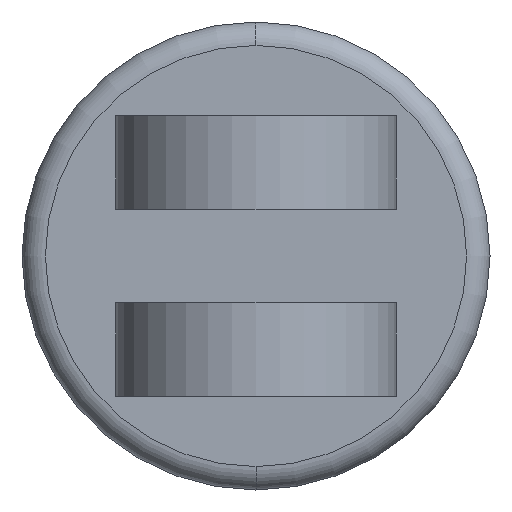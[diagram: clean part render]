
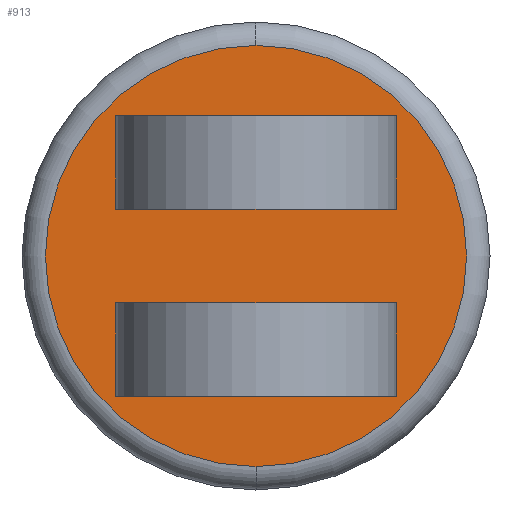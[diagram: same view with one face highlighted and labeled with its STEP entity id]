
A CAD part, left-side view. The second image highlights one B-rep face of the part: STEP entity #913.
In plain terms, the highlighted planar face has unit normal (-1, 0, 0).
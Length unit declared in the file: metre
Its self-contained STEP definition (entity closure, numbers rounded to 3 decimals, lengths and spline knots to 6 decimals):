
#2 = DIRECTION ( 'NONE',  ( 0., 0., -1. ) ) ;
#13 = LINE ( 'NONE', #412, #461 ) ;
#18 = DIRECTION ( 'NONE',  ( 0., 0., 1. ) ) ;
#27 = CARTESIAN_POINT ( 'NONE',  ( 0., -0.0381, 0.0381 ) ) ;
#31 = CARTESIAN_POINT ( 'NONE',  ( 0., 0.0381, -0.0381 ) ) ;
#58 = DIRECTION ( 'NONE',  ( -1., 0., 0. ) ) ;
#59 = CIRCLE ( 'NONE', #638, 0.05715 ) ;
#69 = VERTEX_POINT ( 'NONE', #91 ) ;
#73 = EDGE_LOOP ( 'NONE', ( #561, #960, #714, #418 ) ) ;
#84 = EDGE_CURVE ( 'NONE', #599, #100, #302, .T. ) ;
#91 = CARTESIAN_POINT ( 'NONE',  ( 0., -0.0381, -0.0381 ) ) ;
#97 = VERTEX_POINT ( 'NONE', #237 ) ;
#100 = VERTEX_POINT ( 'NONE', #791 ) ;
#110 = EDGE_CURVE ( 'NONE', #1065, #364, #525, .T. ) ;
#115 = ORIENTED_EDGE ( 'NONE', *, *, #84, .T. ) ;
#139 = CARTESIAN_POINT ( 'NONE',  ( 0., 0., 0. ) ) ;
#144 = LINE ( 'NONE', #356, #875 ) ;
#152 = EDGE_CURVE ( 'NONE', #507, #1067, #13, .T. ) ;
#185 = FACE_BOUND ( 'NONE', #644, .T. ) ;
#209 = DIRECTION ( 'NONE',  ( 0., 0., -1. ) ) ;
#219 = VECTOR ( 'NONE', #1125, 1. ) ;
#227 = LINE ( 'NONE', #27, #903 ) ;
#234 = ORIENTED_EDGE ( 'NONE', *, *, #816, .T. ) ;
#235 = DIRECTION ( 'NONE',  ( 0., 0., -1. ) ) ;
#237 = CARTESIAN_POINT ( 'NONE',  ( 0., 0.0381, 0.0127 ) ) ;
#270 = CARTESIAN_POINT ( 'NONE',  ( 0., -0.0381, 0.0381 ) ) ;
#278 = VECTOR ( 'NONE', #785, 1. ) ;
#302 = CIRCLE ( 'NONE', #717, 0.05715 ) ;
#343 = ORIENTED_EDGE ( 'NONE', *, *, #656, .T. ) ;
#356 = CARTESIAN_POINT ( 'NONE',  ( 0., 0.0381, -0.0381 ) ) ;
#364 = VERTEX_POINT ( 'NONE', #912 ) ;
#373 = VECTOR ( 'NONE', #546, 1. ) ;
#412 = CARTESIAN_POINT ( 'NONE',  ( 0., -0.0381, 0.0381 ) ) ;
#418 = ORIENTED_EDGE ( 'NONE', *, *, #454, .T. ) ;
#429 = DIRECTION ( 'NONE',  ( 1., 0., 0. ) ) ;
#442 = EDGE_CURVE ( 'NONE', #97, #1067, #144, .T. ) ;
#454 = EDGE_CURVE ( 'NONE', #507, #551, #821, .T. ) ;
#455 = CARTESIAN_POINT ( 'NONE',  ( 0., 0.0381, 0.0381 ) ) ;
#461 = VECTOR ( 'NONE', #873, 1. ) ;
#463 = LINE ( 'NONE', #557, #219 ) ;
#470 = AXIS2_PLACEMENT_3D ( 'NONE', #801, #429, #1061 ) ;
#507 = VERTEX_POINT ( 'NONE', #270 ) ;
#521 = LINE ( 'NONE', #654, #703 ) ;
#525 = LINE ( 'NONE', #868, #278 ) ;
#540 = ORIENTED_EDGE ( 'NONE', *, *, #110, .F. ) ;
#546 = DIRECTION ( 'NONE',  ( 0., -1., 0. ) ) ;
#547 = CARTESIAN_POINT ( 'NONE',  ( 0., -0.0381, 0.0381 ) ) ;
#551 = VERTEX_POINT ( 'NONE', #740 ) ;
#557 = CARTESIAN_POINT ( 'NONE',  ( 0., -0.0508, 0.0127 ) ) ;
#561 = ORIENTED_EDGE ( 'NONE', *, *, #1070, .T. ) ;
#577 = EDGE_CURVE ( 'NONE', #720, #364, #521, .T. ) ;
#599 = VERTEX_POINT ( 'NONE', #1098 ) ;
#605 = DIRECTION ( 'NONE',  ( 0., 0., -1. ) ) ;
#607 = VECTOR ( 'NONE', #2, 1. ) ;
#638 = AXIS2_PLACEMENT_3D ( 'NONE', #139, #789, #235 ) ;
#644 = EDGE_LOOP ( 'NONE', ( #540, #343, #1017, #776 ) ) ;
#654 = CARTESIAN_POINT ( 'NONE',  ( 0., 0.0381, -0.0381 ) ) ;
#656 = EDGE_CURVE ( 'NONE', #1065, #69, #227, .T. ) ;
#666 = FACE_BOUND ( 'NONE', #73, .T. ) ;
#694 = CARTESIAN_POINT ( 'NONE',  ( 0., 0., 0. ) ) ;
#703 = VECTOR ( 'NONE', #18, 1. ) ;
#714 = ORIENTED_EDGE ( 'NONE', *, *, #152, .F. ) ;
#717 = AXIS2_PLACEMENT_3D ( 'NONE', #694, #58, #605 ) ;
#720 = VERTEX_POINT ( 'NONE', #31 ) ;
#740 = CARTESIAN_POINT ( 'NONE',  ( 0., -0.0381, 0.0127 ) ) ;
#752 = CARTESIAN_POINT ( 'NONE',  ( 0., -0.0381, -0.0127 ) ) ;
#776 = ORIENTED_EDGE ( 'NONE', *, *, #577, .T. ) ;
#785 = DIRECTION ( 'NONE',  ( 0., 1., 0. ) ) ;
#789 = DIRECTION ( 'NONE',  ( -1., 0., 0. ) ) ;
#791 = CARTESIAN_POINT ( 'NONE',  ( 0., 0., 0.05715 ) ) ;
#801 = CARTESIAN_POINT ( 'NONE',  ( 0., 0., 0. ) ) ;
#816 = EDGE_CURVE ( 'NONE', #100, #599, #59, .T. ) ;
#821 = LINE ( 'NONE', #547, #607 ) ;
#868 = CARTESIAN_POINT ( 'NONE',  ( 0., -0.0508, -0.0127 ) ) ;
#873 = DIRECTION ( 'NONE',  ( 0., 1., 0. ) ) ;
#875 = VECTOR ( 'NONE', #995, 1. ) ;
#888 = CARTESIAN_POINT ( 'NONE',  ( 0., 0.0381, -0.0381 ) ) ;
#891 = FACE_OUTER_BOUND ( 'NONE', #1045, .T. ) ;
#903 = VECTOR ( 'NONE', #209, 1. ) ;
#912 = CARTESIAN_POINT ( 'NONE',  ( 0., 0.0381, -0.0127 ) ) ;
#913 = ADVANCED_FACE ( 'NONE', ( #891, #666, #185 ), #981, .F. ) ;
#919 = LINE ( 'NONE', #888, #373 ) ;
#957 = EDGE_CURVE ( 'NONE', #720, #69, #919, .T. ) ;
#960 = ORIENTED_EDGE ( 'NONE', *, *, #442, .T. ) ;
#981 = PLANE ( 'NONE',  #470 ) ;
#995 = DIRECTION ( 'NONE',  ( 0., 0., 1. ) ) ;
#1017 = ORIENTED_EDGE ( 'NONE', *, *, #957, .F. ) ;
#1045 = EDGE_LOOP ( 'NONE', ( #115, #234 ) ) ;
#1061 = DIRECTION ( 'NONE',  ( 0., 0., -1. ) ) ;
#1065 = VERTEX_POINT ( 'NONE', #752 ) ;
#1067 = VERTEX_POINT ( 'NONE', #455 ) ;
#1070 = EDGE_CURVE ( 'NONE', #551, #97, #463, .T. ) ;
#1098 = CARTESIAN_POINT ( 'NONE',  ( 0., 0., -0.05715 ) ) ;
#1125 = DIRECTION ( 'NONE',  ( 0., 1., 0. ) ) ;
